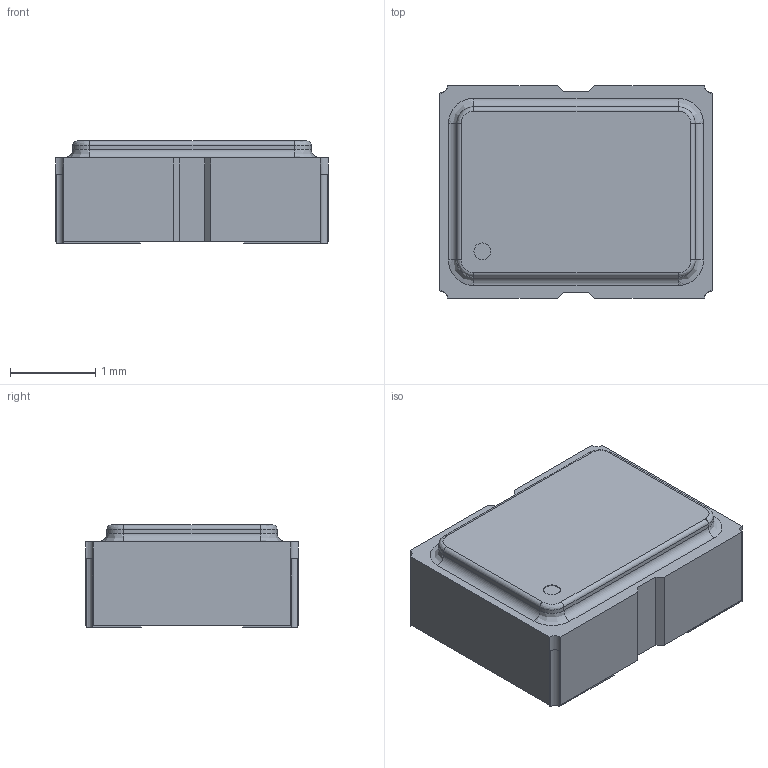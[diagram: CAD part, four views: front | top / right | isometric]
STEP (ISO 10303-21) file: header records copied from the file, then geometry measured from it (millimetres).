
FILE_DESCRIPTION (( 'STEP AP214' ), '1' );
FILE_NAME ('42B1A33D-4362-40B4-BA75-084322CECE27.STEP', '2022-11-09T11:29:40', ( '' ), ( '' ), 'SwSTEP 2.0', 'SolidWorks 2022', '' );
FILE_SCHEMA (( 'AUTOMOTIVE_DESIGN' ));
Length unit declared in the file: millimetre
Products named in the file (1): 42B1A33D-4362-40B4-BA75-084322CECE27
Bounding box: 3.2 x 2.5 x 1.2 mm (x, y, z)
Volume: 8.9 mm3; surface area: 28.5 mm2
Topology: 1 solids, 1 shells, 83 faces, 221 edges, 142 vertices
Faces by surface type: plane 49, cylinder 26, bspline 8
Entity records: 3131 total; most frequent: CARTESIAN_POINT 621, ORIENTED_EDGE 442, DIRECTION 425, EDGE_CURVE 221, VECTOR 153, LINE 153, VERTEX_POINT 142, AXIS2_PLACEMENT_3D 136
